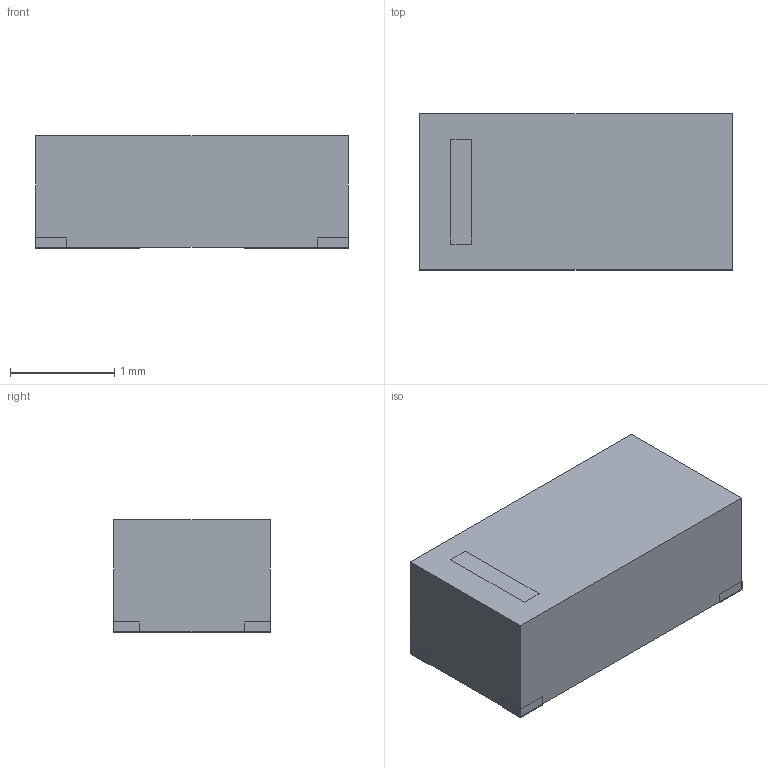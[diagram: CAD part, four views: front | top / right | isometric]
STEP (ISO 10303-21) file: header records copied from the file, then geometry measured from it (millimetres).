
FILE_DESCRIPTION (( 'STEP AP214' ), '1' );
FILE_NAME ('User Library-M310220.STEP', '2019-01-03T10:31:43', ( '' ), ( '' ), 'SwSTEP 2.0', 'SolidWorks 2018', '' );
FILE_SCHEMA (( 'AUTOMOTIVE_DESIGN' ));
Length unit declared in the file: millimetre
Products named in the file (4): User Library-M310220_2_2; User Library-M310220; User Library-M310220_2_3; User Library-M310220_2
Assembly tree (3 placements, depth 2):
  User Library-M310220
    User Library-M310220_2
    User Library-M310220_2_2
    User Library-M310220_2_3
Bounding box: 3 x 1.5 x 1.08 mm (x, y, z)
Volume: 5 mm3; surface area: 24.6 mm2
Topology: 4 solids, 4 shells, 56 faces, 144 edges, 96 vertices
Faces by surface type: plane 56
Entity records: 2447 total; most frequent: CARTESIAN_POINT 302, ORIENTED_EDGE 288, DIRECTION 268, EDGE_CURVE 144, LINE 144, VECTOR 144, VERTEX_POINT 96, UNCERTAINTY_MEASURE_WITH_UNIT 67
